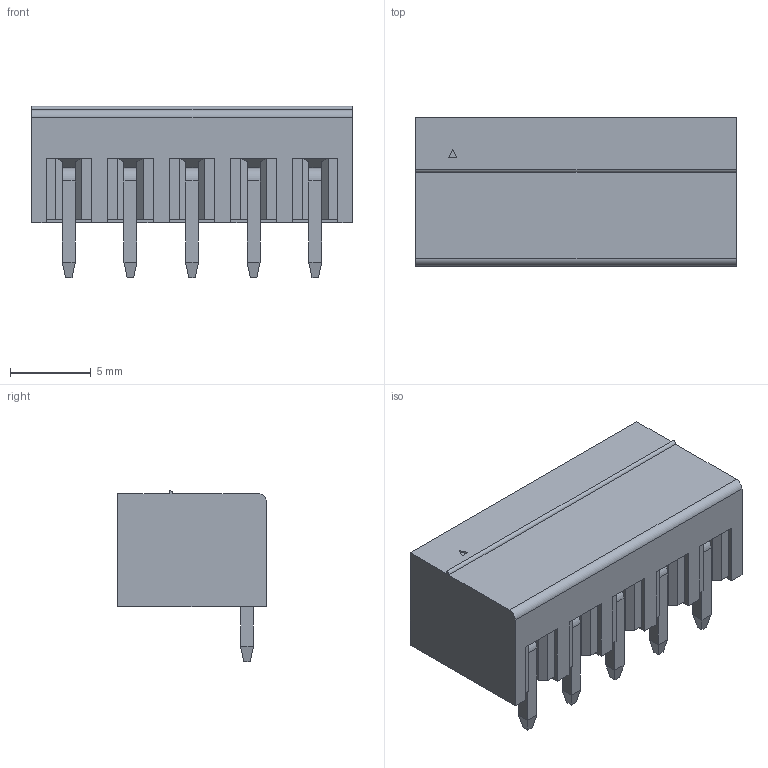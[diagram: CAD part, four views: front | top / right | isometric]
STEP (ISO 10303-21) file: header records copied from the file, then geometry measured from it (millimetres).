
FILE_DESCRIPTION (( 'STEP AP214' ), '1' );
FILE_NAME ('15EDGRC-3.81-05P-14-00AH.STEP', '2021-02-01T22:20:25', ( '' ), ( '' ), 'SwSTEP 2.0', 'SolidWorks 2020', '' );
FILE_SCHEMA (( 'AUTOMOTIVE_DESIGN' ));
Length unit declared in the file: millimetre
Products named in the file (1): 15EDGRC-3.81-05P-14-00AH
Bounding box: 19.84 x 9.2 x 10.6 mm (x, y, z)
Volume: 629.7 mm3; surface area: 1870.4 mm2
Topology: 1 solids, 6 shells, 693 faces, 1838 edges, 1202 vertices
Faces by surface type: plane 503, bspline 158, cylinder 17, torus 10, cone 5
Entity records: 33421 total; most frequent: CARTESIAN_POINT 12924, ORIENTED_EDGE 3676, DIRECTION 2663, EDGE_CURVE 1838, VECTOR 1453, LINE 1453, VERTEX_POINT 1202, EDGE_LOOP 738
